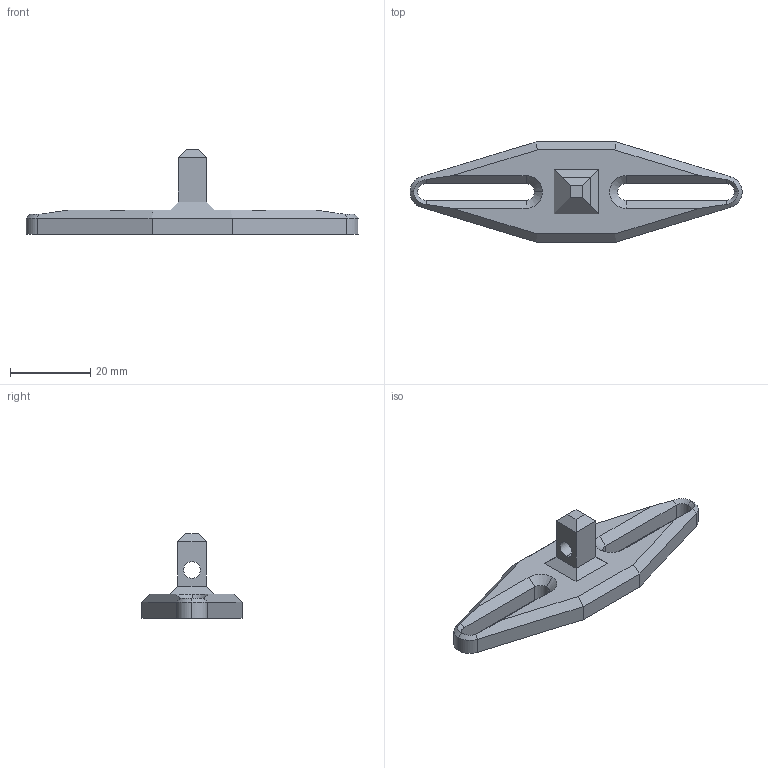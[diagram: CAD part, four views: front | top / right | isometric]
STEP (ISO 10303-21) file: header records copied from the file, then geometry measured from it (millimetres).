
FILE_DESCRIPTION (( 'STEP AP203' ), '1' );
FILE_NAME ('VESA_Holder_top.STEP', '2022-09-01T19:23:39', ( '' ), ( '' ), 'SwSTEP 2.0', 'SolidWorks 2021', '' );
FILE_SCHEMA (( 'CONFIG_CONTROL_DESIGN' ));
Length unit declared in the file: millimetre
Products named in the file (1): VESA_Holder_top
Bounding box: 82.99 x 25 x 21 mm (x, y, z)
Volume: 7448.7 mm3; surface area: 4337.2 mm2
Topology: 1 solids, 1 shells, 55 faces, 137 edges, 83 vertices
Faces by surface type: plane 35, cylinder 11, cone 9
Entity records: 1695 total; most frequent: CARTESIAN_POINT 288, DIRECTION 276, ORIENTED_EDGE 274, EDGE_CURVE 137, VECTOR 102, LINE 102, AXIS2_PLACEMENT_3D 87, VERTEX_POINT 83
